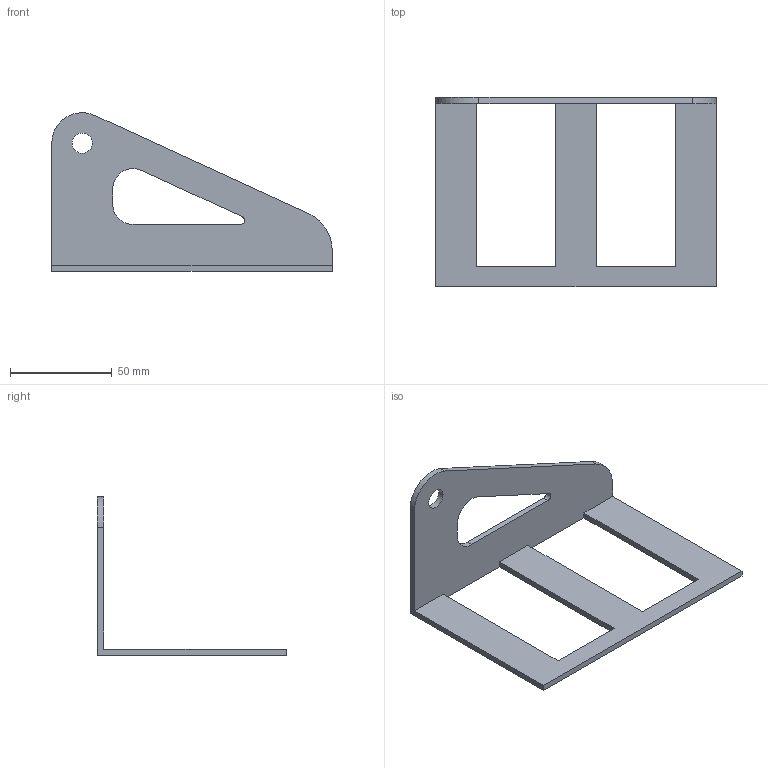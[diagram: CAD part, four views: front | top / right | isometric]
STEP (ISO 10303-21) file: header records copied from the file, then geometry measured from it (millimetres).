
FILE_DESCRIPTION((''),'2;1');
FILE_NAME('FOOT_ORTHOSIS_L','2019-08-23T15:17:01',('jbn176'),(''),'CREO PARAMETRIC BY PTC INC, 2018260','CREO PARAMETRIC BY PTC INC, 2018260','');
FILE_SCHEMA(('CONFIG_CONTROL_DESIGN'));
Length unit declared in the file: metre
Products named in the file (1): FOOT_ORTHOSIS_L
Bounding box: 138 x 93 x 77.96 mm (x, y, z)
Volume: 37178.8 mm3; surface area: 28455.5 mm2
Topology: 1 solids, 1 shells, 24 faces, 72 edges, 48 vertices
Faces by surface type: plane 17, cylinder 7
Entity records: 864 total; most frequent: CARTESIAN_POINT 144, ORIENTED_EDGE 144, DIRECTION 134, EDGE_CURVE 72, VECTOR 58, LINE 58, VERTEX_POINT 48, AXIS2_PLACEMENT_3D 38
